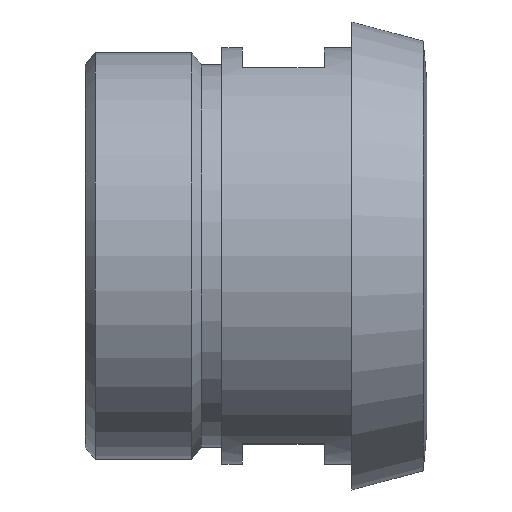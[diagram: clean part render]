
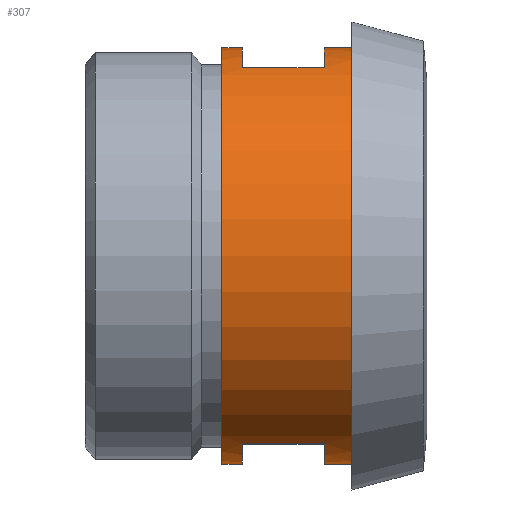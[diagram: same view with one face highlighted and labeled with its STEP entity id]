
A CAD part, top view. The second image highlights one B-rep face of the part: STEP entity #307.
In plain terms, the highlighted cylindrical face has radius 30.5 mm (diameter 61 mm), a full revolution.
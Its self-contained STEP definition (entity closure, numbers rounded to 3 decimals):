
#129=CARTESIAN_POINT('',(23.0,-27.5,13.191));
#130=VERTEX_POINT('',#129);
#131=CARTESIAN_POINT('',(35.,-27.5,13.191));
#132=VERTEX_POINT('',#131);
#133=CARTESIAN_POINT('',(23.0,-27.5,13.191));
#134=DIRECTION('',(1.0,0.0,0.0));
#135=VECTOR('',#134,12.);
#136=LINE('',#133,#135);
#137=EDGE_CURVE('',#130,#132,#136,.T.);
#139=CARTESIAN_POINT('',(23.0,-27.5,-13.191));
#140=VERTEX_POINT('',#139);
#147=CARTESIAN_POINT('',(35.,-27.5,-13.191));
#148=VERTEX_POINT('',#147);
#149=CARTESIAN_POINT('',(35.,-27.5,-13.191));
#150=DIRECTION('',(-1.0,0.0,0.0));
#151=VECTOR('',#150,12.);
#152=LINE('',#149,#151);
#153=EDGE_CURVE('',#148,#140,#152,.T.);
#169=CARTESIAN_POINT('',(23.0,0.0,0.0));
#170=DIRECTION('',(-1.0,0.0,0.0));
#171=DIRECTION('',(0.0,-1.0,0.0));
#172=AXIS2_PLACEMENT_3D('',#169,#170,#171);
#173=CIRCLE('',#172,30.5);
#174=EDGE_CURVE('',#140,#130,#173,.T.);
#185=CARTESIAN_POINT('',(35.,0.0,0.0));
#186=DIRECTION('',(1.0,0.0,0.0));
#187=DIRECTION('',(0.0,-1.0,0.0));
#188=AXIS2_PLACEMENT_3D('',#185,#186,#187);
#189=CIRCLE('',#188,30.5);
#190=EDGE_CURVE('',#132,#148,#189,.T.);
#201=CARTESIAN_POINT('',(35.,27.5,13.191));
#202=VERTEX_POINT('',#201);
#203=CARTESIAN_POINT('',(23.0,27.5,13.191));
#204=VERTEX_POINT('',#203);
#205=CARTESIAN_POINT('',(35.,27.5,13.191));
#206=DIRECTION('',(-1.0,0.0,0.0));
#207=VECTOR('',#206,12.);
#208=LINE('',#205,#207);
#209=EDGE_CURVE('',#202,#204,#208,.T.);
#211=CARTESIAN_POINT('',(35.,27.5,-13.191));
#212=VERTEX_POINT('',#211);
#219=CARTESIAN_POINT('',(23.0,27.5,-13.191));
#220=VERTEX_POINT('',#219);
#221=CARTESIAN_POINT('',(23.0,27.5,-13.191));
#222=DIRECTION('',(1.0,0.0,0.0));
#223=VECTOR('',#222,12.);
#224=LINE('',#221,#223);
#225=EDGE_CURVE('',#220,#212,#224,.T.);
#241=CARTESIAN_POINT('',(23.0,0.0,0.0));
#242=DIRECTION('',(-1.0,0.0,0.0));
#243=DIRECTION('',(0.0,-1.0,0.0));
#244=AXIS2_PLACEMENT_3D('',#241,#242,#243);
#245=CIRCLE('',#244,30.5);
#246=EDGE_CURVE('',#204,#220,#245,.T.);
#257=CARTESIAN_POINT('',(35.,0.0,0.0));
#258=DIRECTION('',(1.0,0.0,0.0));
#259=DIRECTION('',(0.0,-1.0,0.0));
#260=AXIS2_PLACEMENT_3D('',#257,#258,#259);
#261=CIRCLE('',#260,30.5);
#262=EDGE_CURVE('',#212,#202,#261,.T.);
#268=CARTESIAN_POINT('',(29.5,0.0,0.0));
#269=DIRECTION('',(-1.0,0.0,0.0));
#270=DIRECTION('',(0.0,-1.0,0.0));
#271=AXIS2_PLACEMENT_3D('',#268,#269,#270);
#272=CYLINDRICAL_SURFACE('',#271,30.5);
#273=CARTESIAN_POINT('',(20.,-30.5,0.0));
#274=VERTEX_POINT('',#273);
#275=CARTESIAN_POINT('',(20.,0.0,0.0));
#276=DIRECTION('',(-1.0,0.0,0.0));
#277=DIRECTION('',(0.0,-1.0,0.0));
#278=AXIS2_PLACEMENT_3D('',#275,#276,#277);
#279=CIRCLE('',#278,30.5);
#280=EDGE_CURVE('',#274,#274,#279,.T.);
#281=ORIENTED_EDGE('',*,*,#280,.F.);
#282=EDGE_LOOP('',(#281));
#283=FACE_OUTER_BOUND('',#282,.T.);
#284=ORIENTED_EDGE('',*,*,#153,.T.);
#285=ORIENTED_EDGE('',*,*,#174,.T.);
#286=ORIENTED_EDGE('',*,*,#137,.T.);
#287=ORIENTED_EDGE('',*,*,#190,.T.);
#288=EDGE_LOOP('',(#284,#285,#286,#287));
#289=FACE_BOUND('',#288,.T.);
#290=ORIENTED_EDGE('',*,*,#246,.T.);
#291=ORIENTED_EDGE('',*,*,#225,.T.);
#292=ORIENTED_EDGE('',*,*,#262,.T.);
#293=ORIENTED_EDGE('',*,*,#209,.T.);
#294=EDGE_LOOP('',(#290,#291,#292,#293));
#295=FACE_BOUND('',#294,.T.);
#296=CARTESIAN_POINT('',(39.0,-30.5,0.0));
#297=VERTEX_POINT('',#296);
#298=CARTESIAN_POINT('',(39.0,0.0,0.0));
#299=DIRECTION('',(-1.0,0.0,0.0));
#300=DIRECTION('',(0.0,-1.0,0.0));
#301=AXIS2_PLACEMENT_3D('',#298,#299,#300);
#302=CIRCLE('',#301,30.5);
#303=EDGE_CURVE('',#297,#297,#302,.T.);
#304=ORIENTED_EDGE('',*,*,#303,.T.);
#305=EDGE_LOOP('',(#304));
#306=FACE_BOUND('',#305,.T.);
#307=ADVANCED_FACE('',(#283,#289,#295,#306),#272,.T.);
